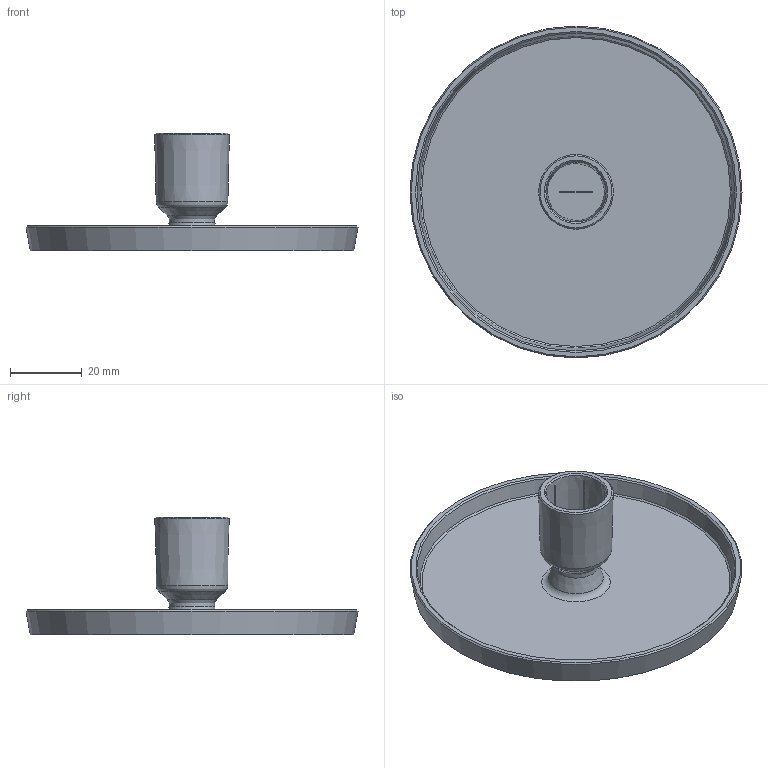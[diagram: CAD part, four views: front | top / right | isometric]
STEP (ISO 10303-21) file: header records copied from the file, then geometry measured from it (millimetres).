
FILE_DESCRIPTION(('FreeCAD Model'),'2;1');
FILE_NAME('Open CASCADE Shape Model','2025-09-09T23:46:46',(''),(''), 'Open CASCADE STEP processor 7.8','FreeCAD','Unknown');
FILE_SCHEMA(('AUTOMOTIVE_DESIGN { 1 0 10303 214 1 1 1 1 }'));
Length unit declared in the file: millimetre
Products named in the file (1): Body
Bounding box: 92.33 x 92.33 x 32.78 mm (x, y, z)
Volume: 20184 mm3; surface area: 19221.4 mm2
Topology: 1 solids, 1 shells, 53 faces, 134 edges, 86 vertices
Faces by surface type: bspline 26, plane 15, cone 11, torus 1
Entity records: 4389 total; most frequent: CARTESIAN_POINT 1848, DIRECTION 397, ORIENTED_EDGE 268, PCURVE 268, DEFINITIONAL_REPRESENTATION 268, LINE 267, VECTOR 267, EDGE_CURVE 134
